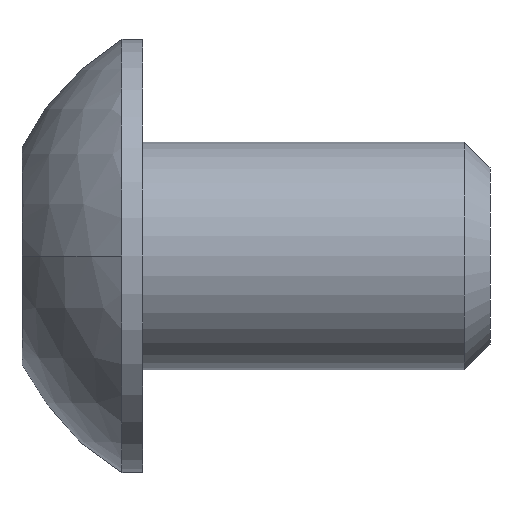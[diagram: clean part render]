
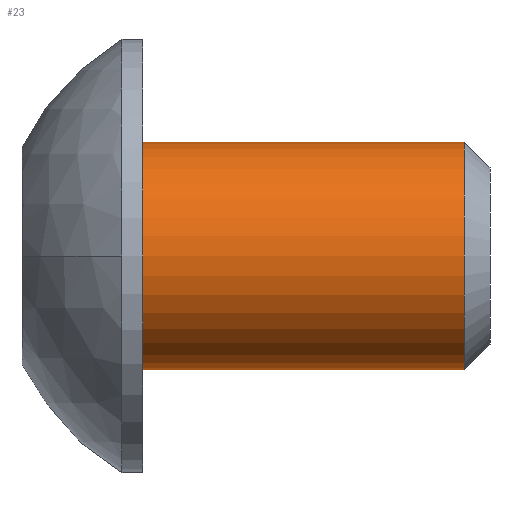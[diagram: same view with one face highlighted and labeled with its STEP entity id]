
A CAD part, front view. The second image highlights one B-rep face of the part: STEP entity #23.
In plain terms, the highlighted cylindrical face has radius 2.083 mm (diameter 4.166 mm), a partial arc.
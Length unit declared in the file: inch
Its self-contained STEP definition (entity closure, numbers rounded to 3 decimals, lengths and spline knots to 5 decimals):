
#17 = ORIENTED_EDGE ( 'NONE', *, *, #22, .F. ) ;
#22 = EDGE_CURVE ( 'NONE', #135, #138, #280, .T. ) ;
#23 = ADVANCED_FACE ( 'NONE', ( #411 ), #510, .T. ) ;
#38 = EDGE_LOOP ( 'NONE', ( #224, #225, #227, #17 ) ) ;
#134 = EDGE_CURVE ( 'NONE', #210, #135, #290, .T. ) ;
#135 = VERTEX_POINT ( 'NONE', #286 ) ;
#138 = VERTEX_POINT ( 'NONE', #276 ) ;
#140 = EDGE_CURVE ( 'NONE', #212, #138, #275, .T. ) ;
#210 = VERTEX_POINT ( 'NONE', #634 ) ;
#212 = VERTEX_POINT ( 'NONE', #633 ) ;
#224 = ORIENTED_EDGE ( 'NONE', *, *, #134, .F. ) ;
#225 = ORIENTED_EDGE ( 'NONE', *, *, #226, .T. ) ;
#226 = EDGE_CURVE ( 'NONE', #210, #212, #614, .T. ) ;
#227 = ORIENTED_EDGE ( 'NONE', *, *, #140, .T. ) ;
#272 = DIRECTION ( 'NONE',  ( -1., 0., 0. ) ) ;
#273 = VECTOR ( 'NONE', #272, 39.37008 ) ;
#274 = CARTESIAN_POINT ( 'NONE',  ( 0., 0., 0.082 ) ) ;
#275 = LINE ( 'NONE', #274, #273 ) ;
#276 = CARTESIAN_POINT ( 'NONE',  ( 0.087, 0., 0.082 ) ) ;
#279 = AXIS2_PLACEMENT_3D ( 'NONE', #513, #512, #511 ) ;
#280 = CIRCLE ( 'NONE', #279, 0.082 ) ;
#281 = CARTESIAN_POINT ( 'NONE',  ( 0., 0., 0. ) ) ;
#282 = AXIS2_PLACEMENT_3D ( 'NONE', #281, #330, #329 ) ;
#286 = CARTESIAN_POINT ( 'NONE',  ( 0.087, 0., -0.082 ) ) ;
#287 = DIRECTION ( 'NONE',  ( -1., 0., 0. ) ) ;
#288 = VECTOR ( 'NONE', #287, 39.37008 ) ;
#289 = CARTESIAN_POINT ( 'NONE',  ( 0., 0., -0.082 ) ) ;
#290 = LINE ( 'NONE', #289, #288 ) ;
#329 = DIRECTION ( 'NONE',  ( 0., 0., 1. ) ) ;
#330 = DIRECTION ( 'NONE',  ( -1., 0., 0. ) ) ;
#411 = FACE_OUTER_BOUND ( 'NONE', #38, .T. ) ;
#510 = CYLINDRICAL_SURFACE ( 'NONE', #282, 0.082 ) ;
#511 = DIRECTION ( 'NONE',  ( 0., 0., 1. ) ) ;
#512 = DIRECTION ( 'NONE',  ( -1., 0., 0. ) ) ;
#513 = CARTESIAN_POINT ( 'NONE',  ( 0.087, 0., 0. ) ) ;
#610 = DIRECTION ( 'NONE',  ( 0., 0., 1. ) ) ;
#611 = DIRECTION ( 'NONE',  ( -1., 0., 0. ) ) ;
#612 = CARTESIAN_POINT ( 'NONE',  ( 0.3184, 0., 0. ) ) ;
#613 = AXIS2_PLACEMENT_3D ( 'NONE', #612, #611, #610 ) ;
#614 = CIRCLE ( 'NONE', #613, 0.082 ) ;
#633 = CARTESIAN_POINT ( 'NONE',  ( 0.3184, 0., 0.082 ) ) ;
#634 = CARTESIAN_POINT ( 'NONE',  ( 0.3184, 0., -0.082 ) ) ;
